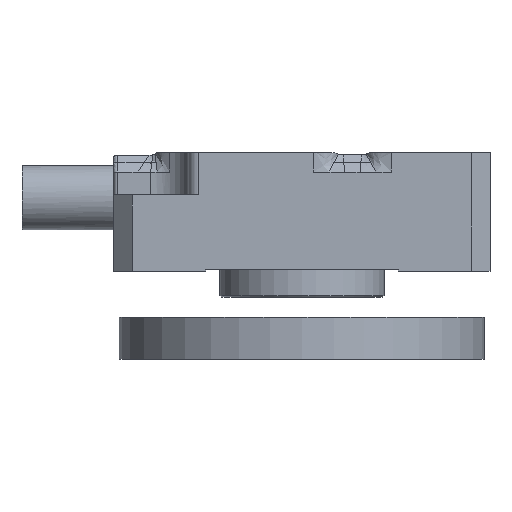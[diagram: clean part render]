
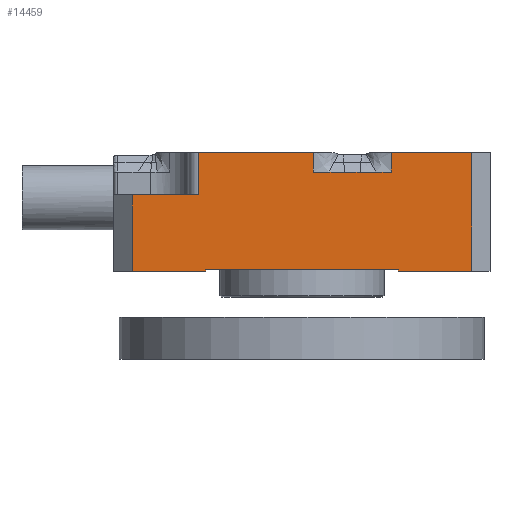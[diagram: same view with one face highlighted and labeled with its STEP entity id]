
A CAD part, left-side view. The second image highlights one B-rep face of the part: STEP entity #14459.
In plain terms, the highlighted planar face has unit normal (-1, 0, 0).
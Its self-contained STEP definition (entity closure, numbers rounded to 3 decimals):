
#707=LINE('',#60749,#4666);
#744=LINE('',#60857,#4703);
#754=LINE('',#60883,#4713);
#768=LINE('',#60927,#4727);
#787=LINE('',#60991,#4746);
#788=LINE('',#60993,#4747);
#789=LINE('',#60995,#4748);
#790=LINE('',#60997,#4749);
#791=LINE('',#60999,#4750);
#792=LINE('',#61001,#4751);
#793=LINE('',#61003,#4752);
#794=LINE('',#61004,#4753);
#795=LINE('',#61006,#4754);
#796=LINE('',#61008,#4755);
#797=LINE('',#61009,#4756);
#798=LINE('',#61011,#4757);
#799=LINE('',#61013,#4758);
#800=LINE('',#61015,#4759);
#4666=VECTOR('',#47244,1.);
#4703=VECTOR('',#47315,1.);
#4713=VECTOR('',#47335,1.);
#4727=VECTOR('',#47379,1.);
#4746=VECTOR('',#47420,1.);
#4747=VECTOR('',#47421,1.);
#4748=VECTOR('',#47422,1.);
#4749=VECTOR('',#47423,1.);
#4750=VECTOR('',#47424,1.);
#4751=VECTOR('',#47425,1.);
#4752=VECTOR('',#47426,1.);
#4753=VECTOR('',#47427,1.);
#4754=VECTOR('',#47428,1.);
#4755=VECTOR('',#47429,1.);
#4756=VECTOR('',#47430,1.);
#4757=VECTOR('',#47431,1.);
#4758=VECTOR('',#47432,1.);
#4759=VECTOR('',#47433,1.);
#12404=FACE_OUTER_BOUND('',#19919,.T.);
#14459=ADVANCED_FACE('',(#12404),#16480,.T.);
#16480=PLANE('',#43748);
#19919=EDGE_LOOP('',(#24021,#24022,#24023,#24024,#24025,#24026,#24027,#24028,
#24029,#24030,#24031,#24032,#24033,#24034,#24035,#24036,#24037,#24038));
#24021=ORIENTED_EDGE('',*,*,#38203,.T.);
#24022=ORIENTED_EDGE('',*,*,#38204,.T.);
#24023=ORIENTED_EDGE('',*,*,#38205,.F.);
#24024=ORIENTED_EDGE('',*,*,#38206,.F.);
#24025=ORIENTED_EDGE('',*,*,#38207,.F.);
#24026=ORIENTED_EDGE('',*,*,#38208,.F.);
#24027=ORIENTED_EDGE('',*,*,#38209,.F.);
#24028=ORIENTED_EDGE('',*,*,#38089,.T.);
#24029=ORIENTED_EDGE('',*,*,#38210,.T.);
#24030=ORIENTED_EDGE('',*,*,#38211,.F.);
#24031=ORIENTED_EDGE('',*,*,#38212,.T.);
#24032=ORIENTED_EDGE('',*,*,#38174,.T.);
#24033=ORIENTED_EDGE('',*,*,#38153,.T.);
#24034=ORIENTED_EDGE('',*,*,#38213,.F.);
#24035=ORIENTED_EDGE('',*,*,#38214,.F.);
#24036=ORIENTED_EDGE('',*,*,#38215,.T.);
#24037=ORIENTED_EDGE('',*,*,#38216,.T.);
#24038=ORIENTED_EDGE('',*,*,#38140,.T.);
#33935=VERTEX_POINT('',#60748);
#33936=VERTEX_POINT('',#60750);
#33980=VERTEX_POINT('',#60856);
#33981=VERTEX_POINT('',#60858);
#33988=VERTEX_POINT('',#60877);
#33991=VERTEX_POINT('',#60882);
#34007=VERTEX_POINT('',#60928);
#34032=VERTEX_POINT('',#60992);
#34033=VERTEX_POINT('',#60994);
#34034=VERTEX_POINT('',#60996);
#34035=VERTEX_POINT('',#60998);
#34036=VERTEX_POINT('',#61000);
#34037=VERTEX_POINT('',#61002);
#34038=VERTEX_POINT('',#61005);
#34039=VERTEX_POINT('',#61007);
#34040=VERTEX_POINT('',#61010);
#34041=VERTEX_POINT('',#61012);
#34042=VERTEX_POINT('',#61014);
#38089=EDGE_CURVE('',#33936,#33935,#707,.T.);
#38140=EDGE_CURVE('',#33981,#33980,#744,.T.);
#38153=EDGE_CURVE('',#33988,#33991,#754,.T.);
#38174=EDGE_CURVE('',#34007,#33988,#768,.T.);
#38203=EDGE_CURVE('',#33980,#34032,#787,.T.);
#38204=EDGE_CURVE('',#34032,#34033,#788,.T.);
#38205=EDGE_CURVE('',#34034,#34033,#789,.T.);
#38206=EDGE_CURVE('',#34035,#34034,#790,.T.);
#38207=EDGE_CURVE('',#34036,#34035,#791,.T.);
#38208=EDGE_CURVE('',#34037,#34036,#792,.T.);
#38209=EDGE_CURVE('',#33936,#34037,#793,.T.);
#38210=EDGE_CURVE('',#33935,#34038,#794,.T.);
#38211=EDGE_CURVE('',#34039,#34038,#795,.T.);
#38212=EDGE_CURVE('',#34039,#34007,#796,.T.);
#38213=EDGE_CURVE('',#34040,#33991,#797,.T.);
#38214=EDGE_CURVE('',#34041,#34040,#798,.T.);
#38215=EDGE_CURVE('',#34041,#34042,#799,.T.);
#38216=EDGE_CURVE('',#34042,#33981,#800,.T.);
#43748=AXIS2_PLACEMENT_3D('',#61016,#47434,#47435);
#47244=DIRECTION('',(0.,1.,0.));
#47315=DIRECTION('',(0.,1.,0.));
#47335=DIRECTION('',(0.,0.,1.));
#47379=DIRECTION('',(0.,-1.,0.));
#47420=DIRECTION('',(0.,0.,-1.));
#47421=DIRECTION('',(0.,1.,0.));
#47422=DIRECTION('',(0.,-1.,0.));
#47423=DIRECTION('',(0.,-1.,0.));
#47424=DIRECTION('',(0.,-1.,0.));
#47425=DIRECTION('',(0.,-1.,0.));
#47426=DIRECTION('',(0.,0.,-1.));
#47427=DIRECTION('',(0.,0.,-1.));
#47428=DIRECTION('',(0.,-1.,0.));
#47429=DIRECTION('',(0.,0.,-1.));
#47430=DIRECTION('',(0.,1.,0.));
#47431=DIRECTION('',(0.,0.,1.));
#47432=DIRECTION('',(0.,-1.,0.));
#47433=DIRECTION('',(0.,0.,1.));
#47434=DIRECTION('',(-1.,0.,0.));
#47435=DIRECTION('',(0.,0.,1.));
#60748=CARTESIAN_POINT('',(0.,15.9,6.45));
#60749=CARTESIAN_POINT('',(0.,10.25,6.45));
#60750=CARTESIAN_POINT('',(0.,9.625,6.45));
#60856=CARTESIAN_POINT('',(0.,5.375,6.45));
#60857=CARTESIAN_POINT('',(0.,10.25,6.45));
#60858=CARTESIAN_POINT('',(0.,1.,6.45));
#60877=CARTESIAN_POINT('',(0.,15.5,0.));
#60882=CARTESIAN_POINT('',(0.,15.5,0.1));
#60883=CARTESIAN_POINT('',(0.,15.5,0.1));
#60927=CARTESIAN_POINT('',(0.,10.25,0.));
#60928=CARTESIAN_POINT('',(0.,19.5,0.));
#60991=CARTESIAN_POINT('',(0.,5.375,5.4));
#60992=CARTESIAN_POINT('',(0.,5.375,5.4));
#60993=CARTESIAN_POINT('',(0.,5.375,5.4));
#60994=CARTESIAN_POINT('',(0.,6.225,5.4));
#60995=CARTESIAN_POINT('',(0.,9.625,5.4));
#60996=CARTESIAN_POINT('',(0.,7.075,5.4));
#60997=CARTESIAN_POINT('',(0.,9.625,5.4));
#60998=CARTESIAN_POINT('',(0.,7.925,5.4));
#60999=CARTESIAN_POINT('',(0.,9.625,5.4));
#61000=CARTESIAN_POINT('',(0.,8.775,5.4));
#61001=CARTESIAN_POINT('',(0.,9.625,5.4));
#61002=CARTESIAN_POINT('',(0.,9.625,5.4));
#61003=CARTESIAN_POINT('',(0.,9.625,5.4));
#61004=CARTESIAN_POINT('',(0.,15.9,4.15));
#61005=CARTESIAN_POINT('',(0.,15.9,4.15));
#61006=CARTESIAN_POINT('',(0.,20.5,4.15));
#61007=CARTESIAN_POINT('',(0.,19.5,4.15));
#61008=CARTESIAN_POINT('',(0.,19.5,0.));
#61009=CARTESIAN_POINT('',(0.,5.,0.1));
#61010=CARTESIAN_POINT('',(0.,5.,0.1));
#61011=CARTESIAN_POINT('',(0.,5.,0.1));
#61012=CARTESIAN_POINT('',(0.,5.,0.));
#61013=CARTESIAN_POINT('',(0.,10.25,0.));
#61014=CARTESIAN_POINT('',(0.,1.,0.));
#61015=CARTESIAN_POINT('',(0.,1.,0.));
#61016=CARTESIAN_POINT('',(0.,10.25,0.));
